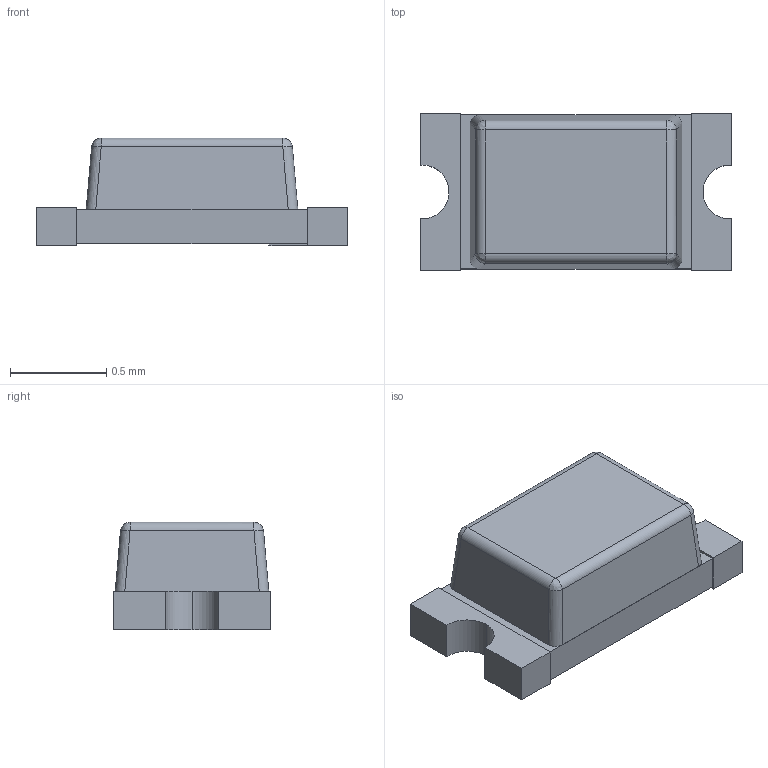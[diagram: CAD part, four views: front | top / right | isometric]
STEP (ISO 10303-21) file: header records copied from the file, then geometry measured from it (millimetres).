
FILE_DESCRIPTION(('Open CASCADE Model'),'2;1');
FILE_NAME('Open CASCADE Shape Model','2026-01-10T18:04:42',('Author'),( 'Open CASCADE'),'Open CASCADE STEP processor 7.9','Open CASCADE 7.9' ,'Unknown');
FILE_SCHEMA(('AUTOMOTIVE_DESIGN { 1 0 10303 214 1 1 1 1 }'));
Length unit declared in the file: millimetre
Products named in the file (1): COMPOUND
Bounding box: 1.62 x 0.82 x 0.56 mm (x, y, z)
Volume: 0.5 mm3; surface area: 6.7 mm2
Topology: 2 solids, 2 shells, 106 faces, 267 edges, 174 vertices
Faces by surface type: bspline 106
Entity records: 4365 total; most frequent: CARTESIAN_POINT 1937, ORIENTED_EDGE 534, EDGE_CURVE 267, B_SPLINE_CURVE_WITH_KNOTS 245, VERTEX_POINT 174, FACE_BOUND 115, EDGE_LOOP 115, PRESENTATION_STYLE_ASSIGNMENT 108
